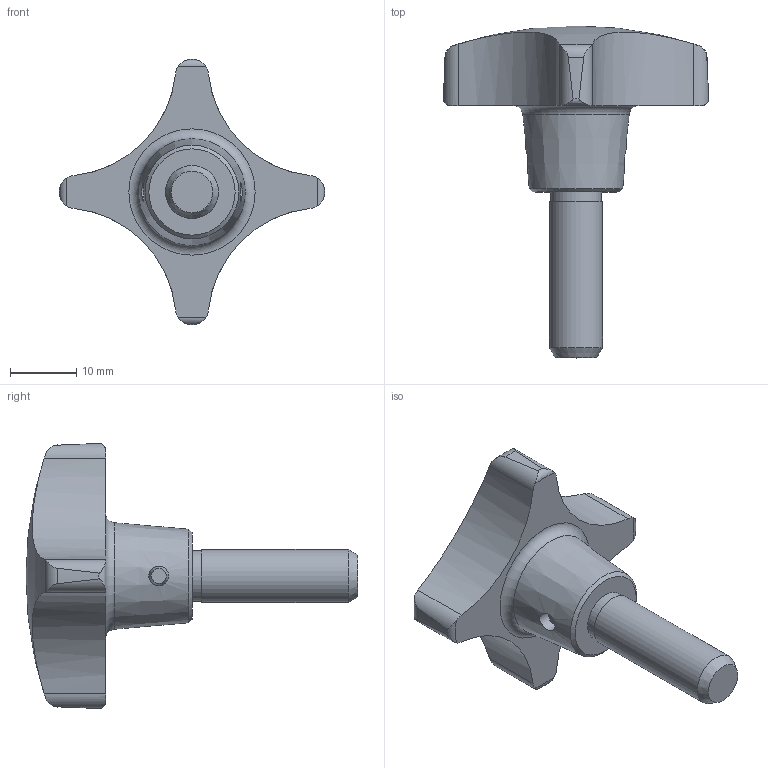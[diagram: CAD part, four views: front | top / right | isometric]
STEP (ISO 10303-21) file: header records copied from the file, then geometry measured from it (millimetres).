
FILE_DESCRIPTION( ( 'STEP AP214' ), '1' );
FILE_NAME( 'K0145.604008X25.stp', '2020-11-25T12:39:54', ( '' ), ( '' ), ' ', 'PARTsolutions', ' ' );
FILE_SCHEMA( ( 'AUTOMOTIVE_DESIGN { 1 0 10303 214 1 1 1 1 }' ) );
Length unit declared in the file: millimetre
Products named in the file (1): _K0145.604008X25
Bounding box: 39.93 x 50 x 39.93 mm (x, y, z)
Volume: 9957.4 mm3; surface area: 3843.4 mm2
Topology: 1 solids, 2 shells, 45 faces, 109 edges, 71 vertices
Faces by surface type: cylinder 17, cone 11, torus 9, plane 7, sphere 1
Full cylindrical faces by diameter (mm): 3 x2, 6.647 x1, 7.7 x1, 8 x1
Entity records: 1998 total; most frequent: CARTESIAN_POINT 681, DIRECTION 188, ORIENTED_EDGE 180, AXIS2_PLACEMENT_3D 90, EDGE_CURVE 90, VERTEX_POINT 69, EDGE_LOOP 62, FACE_OUTER_BOUND 51
